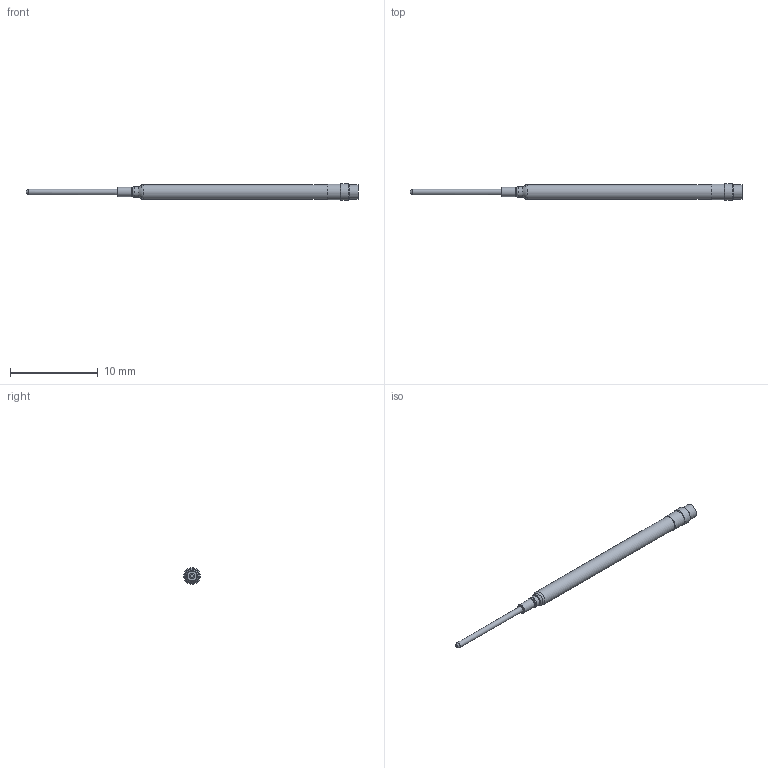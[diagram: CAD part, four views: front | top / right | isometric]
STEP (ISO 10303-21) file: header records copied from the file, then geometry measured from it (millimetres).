
FILE_DESCRIPTION (( 'STEP AP214' ), '1' );
FILE_NAME ('100-SD_25R-H.STEP', '2017-10-04T18:20:29', ( '' ), ( '' ), 'SwSTEP 2.0', 'SolidWorks 2017', '' );
FILE_SCHEMA (( 'AUTOMOTIVE_DESIGN' ));
Length unit declared in the file: inch
Products named in the file (1): 100-SD_25R-H
Bounding box: 37.85 x 1.88 x 1.88 mm (x, y, z)
Volume: 61.4 mm3; surface area: 165 mm2
Topology: 1 solids, 1 shells, 19 faces, 35 edges, 19 vertices
Faces by surface type: cylinder 7, cone 5, torus 4, plane 3
Full cylindrical faces by diameter (mm): 0.631 x1, 1.074 x1, 1.219 x1, 1.631 x1, 1.676 x1, 1.778 x1, 1.88 x1
Entity records: 661 total; most frequent: DIRECTION 76, CARTESIAN_POINT 56, AXIS2_PLACEMENT_3D 38, ORIENTED_EDGE 36, EDGE_LOOP 36, FACE_OUTER_BOUND 30, UNCERTAINTY_MEASURE_WITH_UNIT 22, DIMENSIONAL_EXPONENTS 22
